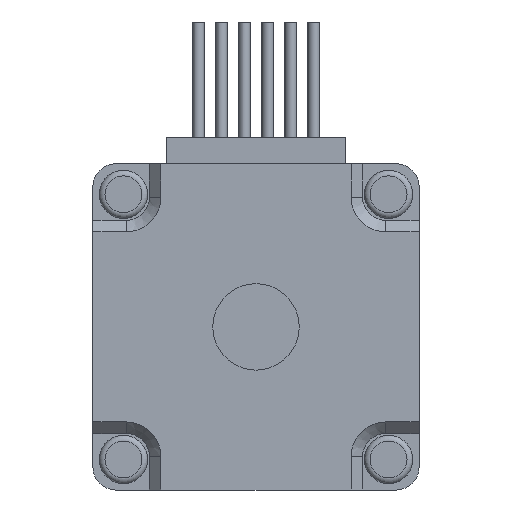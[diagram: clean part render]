
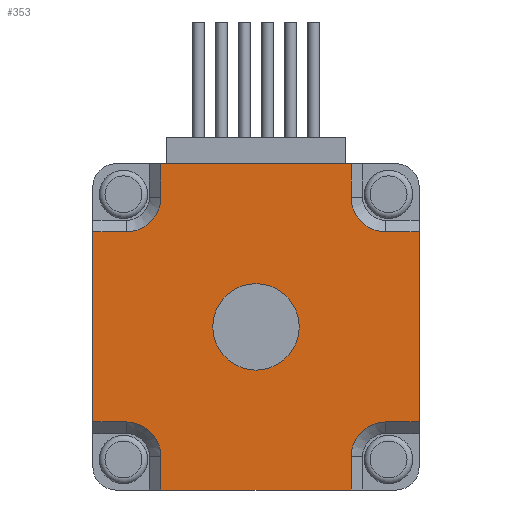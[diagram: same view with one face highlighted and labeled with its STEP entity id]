
A CAD part, front view. The second image highlights one B-rep face of the part: STEP entity #353.
In plain terms, the highlighted planar face has unit normal (0, -1, 0).
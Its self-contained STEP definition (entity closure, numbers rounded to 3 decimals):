
#353 = ADVANCED_FACE( '', ( #834, #835 ), #836, .T. );
#834 = FACE_OUTER_BOUND( '', #3390, .T. );
#835 = FACE_BOUND( '', #3391, .T. );
#836 = PLANE( '', #3392 );
#3390 = EDGE_LOOP( '', ( #13633, #13634, #13635, #13636, #13637, #13638, #13639, #13640, #13641, #13642, #13643, #13644, #13645, #13646, #13647, #13648 ) );
#3391 = EDGE_LOOP( '', ( #13649 ) );
#3392 = AXIS2_PLACEMENT_3D( '', #13650, #13651, #13652 );
#13633 = ORIENTED_EDGE( '', *, *, #15082, .F. );
#13634 = ORIENTED_EDGE( '', *, *, #15083, .T. );
#13635 = ORIENTED_EDGE( '', *, *, #15084, .F. );
#13636 = ORIENTED_EDGE( '', *, *, #15085, .F. );
#13637 = ORIENTED_EDGE( '', *, *, #15086, .F. );
#13638 = ORIENTED_EDGE( '', *, *, #15087, .T. );
#13639 = ORIENTED_EDGE( '', *, *, #15088, .F. );
#13640 = ORIENTED_EDGE( '', *, *, #15089, .F. );
#13641 = ORIENTED_EDGE( '', *, *, #14991, .F. );
#13642 = ORIENTED_EDGE( '', *, *, #15090, .T. );
#13643 = ORIENTED_EDGE( '', *, *, #15091, .F. );
#13644 = ORIENTED_EDGE( '', *, *, #15092, .F. );
#13645 = ORIENTED_EDGE( '', *, *, #15093, .F. );
#13646 = ORIENTED_EDGE( '', *, *, #15094, .T. );
#13647 = ORIENTED_EDGE( '', *, *, #15095, .F. );
#13648 = ORIENTED_EDGE( '', *, *, #15096, .F. );
#13649 = ORIENTED_EDGE( '', *, *, #15051, .T. );
#13650 = CARTESIAN_POINT( '', ( 0., -50., 0. ) );
#13651 = DIRECTION( '', ( 0., -1., 0. ) );
#13652 = DIRECTION( '', ( 0., 0., -1. ) );
#14991 = EDGE_CURVE( '', #15663, #15665, #15666, .T. );
#15051 = EDGE_CURVE( '', #15768, #15768, #15769, .T. );
#15082 = EDGE_CURVE( '', #15820, #15821, #15822, .T. );
#15083 = EDGE_CURVE( '', #15820, #15823, #15824, .T. );
#15084 = EDGE_CURVE( '', #15825, #15823, #15826, .T. );
#15085 = EDGE_CURVE( '', #15827, #15825, #15828, .T. );
#15086 = EDGE_CURVE( '', #15829, #15827, #15830, .T. );
#15087 = EDGE_CURVE( '', #15829, #15831, #15832, .T. );
#15088 = EDGE_CURVE( '', #15833, #15831, #15834, .T. );
#15089 = EDGE_CURVE( '', #15665, #15833, #15835, .T. );
#15090 = EDGE_CURVE( '', #15663, #15836, #15837, .T. );
#15091 = EDGE_CURVE( '', #15838, #15836, #15839, .T. );
#15092 = EDGE_CURVE( '', #15840, #15838, #15841, .T. );
#15093 = EDGE_CURVE( '', #15842, #15840, #15843, .T. );
#15094 = EDGE_CURVE( '', #15842, #15844, #15845, .T. );
#15095 = EDGE_CURVE( '', #15846, #15844, #15847, .T. );
#15096 = EDGE_CURVE( '', #15821, #15846, #15848, .T. );
#15663 = VERTEX_POINT( '', #17806 );
#15665 = VERTEX_POINT( '', #17809 );
#15666 = LINE( '', #17810, #17811 );
#15768 = VERTEX_POINT( '', #18542 );
#15769 = CIRCLE( '', #18543, 3.75 );
#15820 = VERTEX_POINT( '', #18782 );
#15821 = VERTEX_POINT( '', #18783 );
#15822 = LINE( '', #18784, #18785 );
#15823 = VERTEX_POINT( '', #18786 );
#15824 = LINE( '', #18787, #18788 );
#15825 = VERTEX_POINT( '', #18789 );
#15826 = LINE( '', #18790, #18791 );
#15827 = VERTEX_POINT( '', #18792 );
#15828 = CIRCLE( '', #18793, 3. );
#15829 = VERTEX_POINT( '', #18794 );
#15830 = LINE( '', #18795, #18796 );
#15831 = VERTEX_POINT( '', #18797 );
#15832 = LINE( '', #18798, #18799 );
#15833 = VERTEX_POINT( '', #18800 );
#15834 = LINE( '', #18801, #18802 );
#15835 = CIRCLE( '', #18803, 3. );
#15836 = VERTEX_POINT( '', #18804 );
#15837 = LINE( '', #18805, #18806 );
#15838 = VERTEX_POINT( '', #18807 );
#15839 = LINE( '', #18808, #18809 );
#15840 = VERTEX_POINT( '', #18810 );
#15841 = CIRCLE( '', #18811, 3. );
#15842 = VERTEX_POINT( '', #18812 );
#15843 = LINE( '', #18813, #18814 );
#15844 = VERTEX_POINT( '', #18815 );
#15845 = LINE( '', #18816, #18817 );
#15846 = VERTEX_POINT( '', #18818 );
#15847 = LINE( '', #18819, #18820 );
#15848 = CIRCLE( '', #18821, 3. );
#17806 = CARTESIAN_POINT( '', ( 14.15, -50., -8.25 ) );
#17809 = CARTESIAN_POINT( '', ( 11.25, -50., -8.25 ) );
#17810 = CARTESIAN_POINT( '', ( 5.625, -50., -8.25 ) );
#17811 = VECTOR( '', #22014, 1000. );
#18542 = CARTESIAN_POINT( '', ( 3.75, -50., 0. ) );
#18543 = AXIS2_PLACEMENT_3D( '', #22080, #22081, #22082 );
#18782 = CARTESIAN_POINT( '', ( -14.15, -50., 8.25 ) );
#18783 = CARTESIAN_POINT( '', ( -11.25, -50., 8.25 ) );
#18784 = CARTESIAN_POINT( '', ( -5.625, -50., 8.25 ) );
#18785 = VECTOR( '', #22127, 1000. );
#18786 = CARTESIAN_POINT( '', ( -14.15, -50., -8.25 ) );
#18787 = CARTESIAN_POINT( '', ( -14.15, -50., -12.15 ) );
#18788 = VECTOR( '', #22128, 1000. );
#18789 = CARTESIAN_POINT( '', ( -11.25, -50., -8.25 ) );
#18790 = CARTESIAN_POINT( '', ( -9.064, -50., -8.25 ) );
#18791 = VECTOR( '', #22129, 1000. );
#18792 = CARTESIAN_POINT( '', ( -8.25, -50., -11.25 ) );
#18793 = AXIS2_PLACEMENT_3D( '', #22130, #22131, #22132 );
#18794 = CARTESIAN_POINT( '', ( -8.25, -50., -14.15 ) );
#18795 = CARTESIAN_POINT( '', ( -8.25, -50., -5.625 ) );
#18796 = VECTOR( '', #22133, 1000. );
#18797 = CARTESIAN_POINT( '', ( 8.25, -50., -14.15 ) );
#18798 = CARTESIAN_POINT( '', ( 12.15, -50., -14.15 ) );
#18799 = VECTOR( '', #22134, 1000. );
#18800 = CARTESIAN_POINT( '', ( 8.25, -50., -11.25 ) );
#18801 = CARTESIAN_POINT( '', ( 8.25, -50., -9.064 ) );
#18802 = VECTOR( '', #22135, 1000. );
#18803 = AXIS2_PLACEMENT_3D( '', #22136, #22137, #22138 );
#18804 = CARTESIAN_POINT( '', ( 14.15, -50., 8.25 ) );
#18805 = CARTESIAN_POINT( '', ( 14.15, -50., 12.15 ) );
#18806 = VECTOR( '', #22139, 1000. );
#18807 = CARTESIAN_POINT( '', ( 11.25, -50., 8.25 ) );
#18808 = CARTESIAN_POINT( '', ( 9.064, -50., 8.25 ) );
#18809 = VECTOR( '', #22140, 1000. );
#18810 = CARTESIAN_POINT( '', ( 8.25, -50., 11.25 ) );
#18811 = AXIS2_PLACEMENT_3D( '', #22141, #22142, #22143 );
#18812 = CARTESIAN_POINT( '', ( 8.25, -50., 14.15 ) );
#18813 = CARTESIAN_POINT( '', ( 8.25, -50., 5.625 ) );
#18814 = VECTOR( '', #22144, 1000. );
#18815 = CARTESIAN_POINT( '', ( -8.25, -50., 14.15 ) );
#18816 = CARTESIAN_POINT( '', ( -12.15, -50., 14.15 ) );
#18817 = VECTOR( '', #22145, 1000. );
#18818 = CARTESIAN_POINT( '', ( -8.25, -50., 11.25 ) );
#18819 = CARTESIAN_POINT( '', ( -8.25, -50., 9.064 ) );
#18820 = VECTOR( '', #22146, 1000. );
#18821 = AXIS2_PLACEMENT_3D( '', #22147, #22148, #22149 );
#22014 = DIRECTION( '', ( -1., 0., 0. ) );
#22080 = CARTESIAN_POINT( '', ( 0., -50., 0. ) );
#22081 = DIRECTION( '', ( 0., 1., 0. ) );
#22082 = DIRECTION( '', ( -1., 0., 0. ) );
#22127 = DIRECTION( '', ( 1., 0., 0. ) );
#22128 = DIRECTION( '', ( 0., 0., -1. ) );
#22129 = DIRECTION( '', ( -1., 0., 0. ) );
#22130 = CARTESIAN_POINT( '', ( -11.25, -50., -11.25 ) );
#22131 = DIRECTION( '', ( 0., -1., 0. ) );
#22132 = DIRECTION( '', ( 1., 0., 0. ) );
#22133 = DIRECTION( '', ( 0., 0., 1. ) );
#22134 = DIRECTION( '', ( 1., 0., 0. ) );
#22135 = DIRECTION( '', ( 0., 0., -1. ) );
#22136 = CARTESIAN_POINT( '', ( 11.25, -50., -11.25 ) );
#22137 = DIRECTION( '', ( 0., -1., 0. ) );
#22138 = DIRECTION( '', ( 0., 0., 1. ) );
#22139 = DIRECTION( '', ( 0., 0., 1. ) );
#22140 = DIRECTION( '', ( 1., 0., 0. ) );
#22141 = CARTESIAN_POINT( '', ( 11.25, -50., 11.25 ) );
#22142 = DIRECTION( '', ( 0., -1., 0. ) );
#22143 = DIRECTION( '', ( -1., 0., 0. ) );
#22144 = DIRECTION( '', ( 0., 0., -1. ) );
#22145 = DIRECTION( '', ( -1., 0., 0. ) );
#22146 = DIRECTION( '', ( 0., 0., 1. ) );
#22147 = CARTESIAN_POINT( '', ( -11.25, -50., 11.25 ) );
#22148 = DIRECTION( '', ( 0., -1., 0. ) );
#22149 = DIRECTION( '', ( 0., 0., -1. ) );
